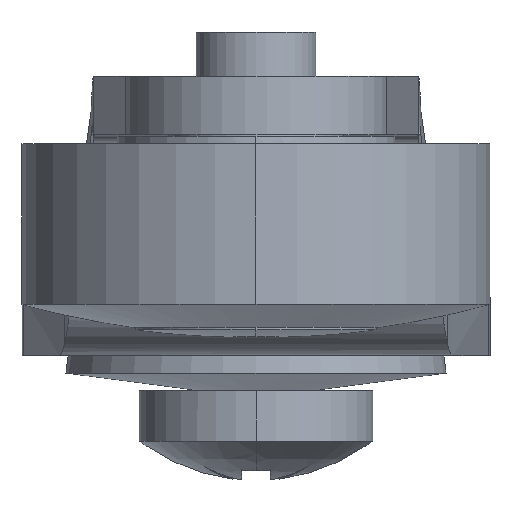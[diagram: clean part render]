
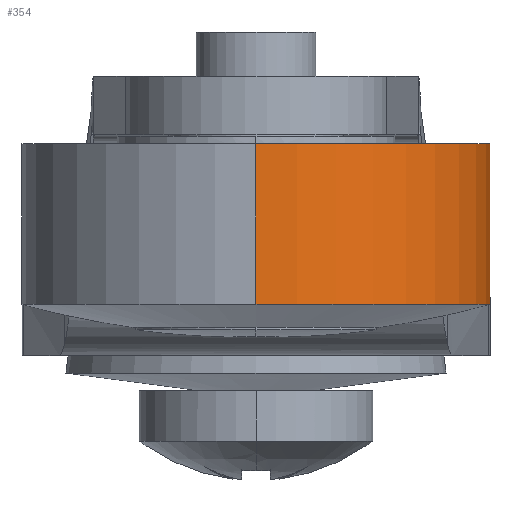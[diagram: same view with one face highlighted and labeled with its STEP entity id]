
A CAD part, left-side view. The second image highlights one B-rep face of the part: STEP entity #354.
In plain terms, the highlighted cylindrical face has radius 8 mm (diameter 16 mm), a partial arc.
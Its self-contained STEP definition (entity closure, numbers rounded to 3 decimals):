
#354=ADVANCED_FACE('',(#1008),#1009,.T.);
#1008=FACE_OUTER_BOUND('',#2039,.T.);
#1009=CYLINDRICAL_SURFACE('',#2040,8.0);
#2039=EDGE_LOOP('',(#4669,#4670,#4671,#4672,#4673));
#2040=AXIS2_PLACEMENT_3D('',#4674,#4675,#4676);
#4669=ORIENTED_EDGE('',*,*,#6114,.F.);
#4670=ORIENTED_EDGE('',*,*,#6115,.T.);
#4671=ORIENTED_EDGE('',*,*,#6116,.F.);
#4672=ORIENTED_EDGE('',*,*,#6117,.F.);
#4673=ORIENTED_EDGE('',*,*,#6110,.F.);
#4674=CARTESIAN_POINT('',(-26.4,0.0,1.75));
#4675=DIRECTION('',(0.0,0.0,-1.0));
#4676=DIRECTION('',(-1.0,0.0,0.0));
#6110=EDGE_CURVE('',#7533,#7535,#7536,.T.);
#6114=EDGE_CURVE('',#7540,#7533,#7542,.T.);
#6115=EDGE_CURVE('',#7540,#7543,#7544,.T.);
#6116=EDGE_CURVE('',#7545,#7543,#7546,.T.);
#6117=EDGE_CURVE('',#7535,#7545,#7547,.T.);
#7533=VERTEX_POINT('',#9959);
#7535=VERTEX_POINT('',#9961);
#7536=CIRCLE('',#9962,8.0);
#7540=VERTEX_POINT('',#9966);
#7542=CIRCLE('',#9968,8.0);
#7543=VERTEX_POINT('',#9969);
#7544=LINE('',#9970,#9971);
#7545=VERTEX_POINT('',#9972);
#7546=CIRCLE('',#9973,8.0);
#7547=LINE('',#9974,#9975);
#9959=CARTESIAN_POINT('',(-26.4,-8.0,1.75));
#9961=CARTESIAN_POINT('',(-34.4,0.0,1.75));
#9962=AXIS2_PLACEMENT_3D('',#11654,#11655,#11656);
#9966=CARTESIAN_POINT('',(-18.4,0.0,1.75));
#9968=AXIS2_PLACEMENT_3D('',#11666,#11667,#11668);
#9969=CARTESIAN_POINT('',(-18.4,0.0,7.25));
#9970=CARTESIAN_POINT('',(-18.4,0.0,1.75));
#9971=VECTOR('',#11669,5.5);
#9972=CARTESIAN_POINT('',(-34.4,0.0,7.25));
#9973=AXIS2_PLACEMENT_3D('',#11670,#11671,#11672);
#9974=CARTESIAN_POINT('',(-34.4,0.0,1.75));
#9975=VECTOR('',#11673,5.5);
#11654=CARTESIAN_POINT('',(-26.4,0.0,1.75));
#11655=DIRECTION('',(0.0,0.0,-1.0));
#11656=DIRECTION('',(0.0,-1.0,0.0));
#11666=CARTESIAN_POINT('',(-26.4,0.0,1.75));
#11667=DIRECTION('',(0.0,0.0,-1.0));
#11668=DIRECTION('',(1.0,0.0,0.0));
#11669=DIRECTION('',(0.0,0.0,1.0));
#11670=CARTESIAN_POINT('',(-26.4,0.0,7.25));
#11671=DIRECTION('',(0.0,0.0,1.0));
#11672=DIRECTION('',(-1.0,0.0,0.0));
#11673=DIRECTION('',(0.0,0.0,1.0));
